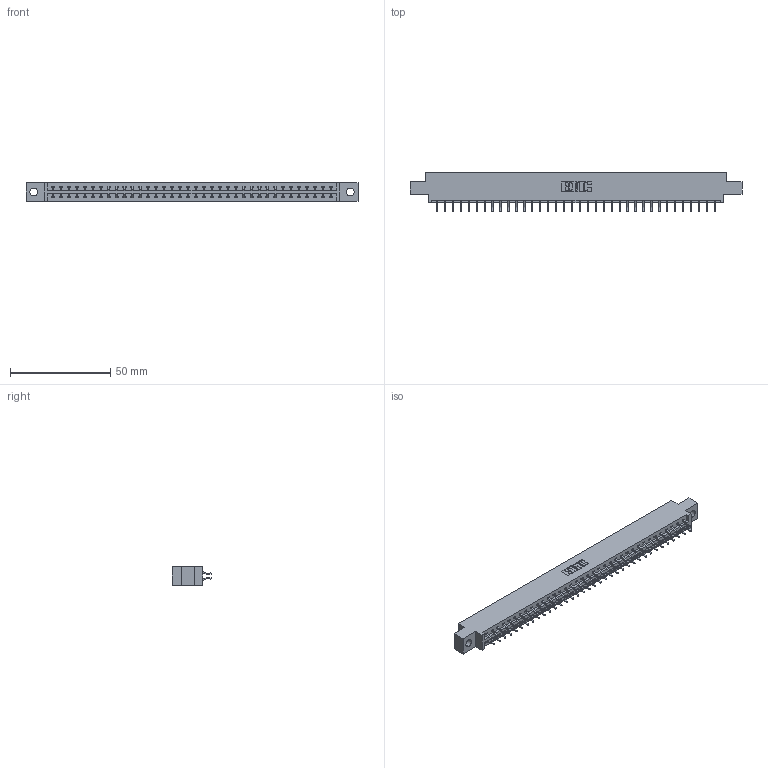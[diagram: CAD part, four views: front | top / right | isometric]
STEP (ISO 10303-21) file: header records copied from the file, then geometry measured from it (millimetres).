
FILE_DESCRIPTION (( 'STEP AP203' ), '1' );
FILE_NAME ('387-072-556-804.STEP', '2019-10-22T00:33:05', ( '' ), ( '' ), 'SwSTEP 2.0', 'SolidWorks 2016', '' );
FILE_SCHEMA (( 'CONFIG_CONTROL_DESIGN' ));
Length unit declared in the file: inch
Products named in the file (3): 345-292-001_556 Tail; 337 Part_0.170 Offset - 0.156 Dia-TH; 387-072-556-804
Assembly tree (73 placements, depth 2):
  387-072-556-804
    337 Part_0.170 Offset - 0.156 Dia-TH
    345-292-001_556 Tail  x72
Bounding box: 165.66 x 19.57 x 9.4 mm (x, y, z)
Volume: 17170.4 mm3; surface area: 19182.1 mm2
Topology: 73 solids, 73 shells, 4438 faces, 13211 edges, 8710 vertices
Faces by surface type: plane 3098, cylinder 1340
Entity records: 29043 total; most frequent: CARTESIAN_POINT 4914, ORIENTED_EDGE 4838, DIRECTION 4179, EDGE_CURVE 2419, VECTOR 2283, LINE 2283, VERTEX_POINT 1610, AXIS2_PLACEMENT_3D 948
